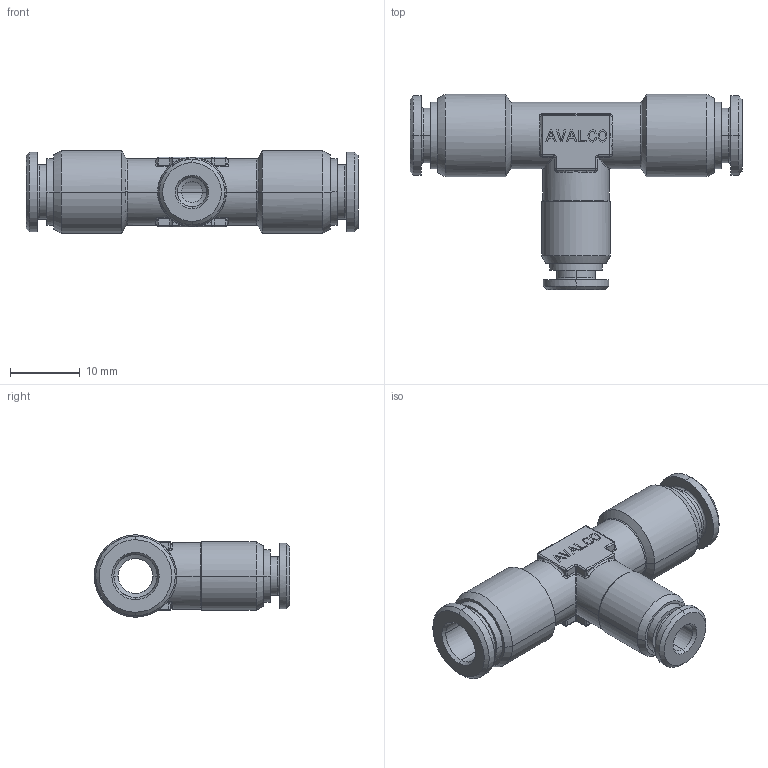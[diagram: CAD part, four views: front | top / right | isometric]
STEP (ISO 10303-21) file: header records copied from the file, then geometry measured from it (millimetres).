
FILE_DESCRIPTION(('CATIA V5 STEP Exchange'),'2;1');
FILE_NAME('PR540B-06-04.stp','2018-04-14T15:10:18+00:00',('none'),('none'),'CATIA Version 5 Release 21 GA (IN-10)','CATIA V5 STEP AP203','none');
FILE_SCHEMA(('CONFIG_CONTROL_DESIGN'));
Length unit declared in the file: millimetre
Products named in the file (1): PR540B-06-04
Bounding box: 47.6 x 28 x 11.8 mm (x, y, z)
Volume: 3853.9 mm3; surface area: 4003.8 mm2
Topology: 1 solids, 1 shells, 487 faces, 1244 edges, 780 vertices
Faces by surface type: plane 271, cylinder 100, cone 42, torus 40, bspline 22, sphere 12
Entity records: 16659 total; most frequent: CARTESIAN_POINT 5508, ORIENTED_EDGE 2488, DIRECTION 1909, EDGE_CURVE 1244, VECTOR 829, LINE 829, VERTEX_POINT 780, AXIS2_PLACEMENT_3D 658
